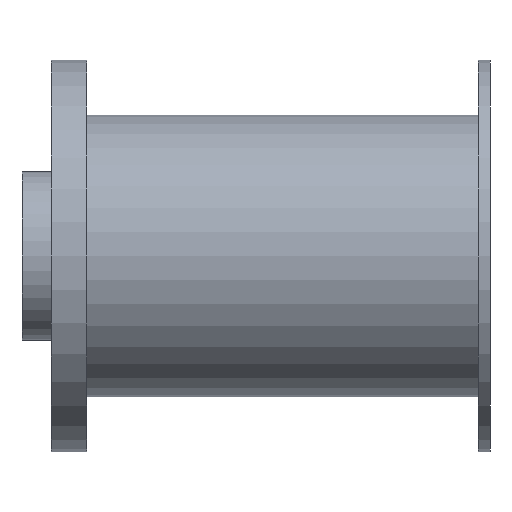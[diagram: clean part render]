
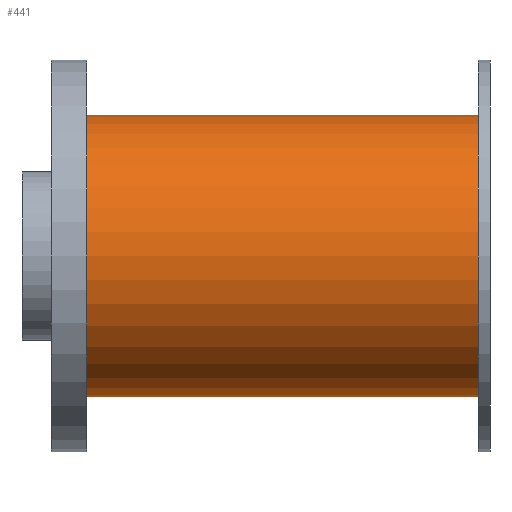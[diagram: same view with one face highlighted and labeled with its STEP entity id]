
A CAD part, left-side view. The second image highlights one B-rep face of the part: STEP entity #441.
In plain terms, the highlighted cylindrical face has radius 36 mm (diameter 72 mm), a partial arc.
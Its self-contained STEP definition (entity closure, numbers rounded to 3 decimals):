
#1 = DIRECTION ( 'NONE',  ( 0., 1., 0. ) ) ;
#5 = CIRCLE ( 'NONE', #268, 36. ) ;
#63 = CIRCLE ( 'NONE', #117, 36. ) ;
#86 = DIRECTION ( 'NONE',  ( 0., -1., 0. ) ) ;
#103 = EDGE_LOOP ( 'NONE', ( #468, #403, #731, #204 ) ) ;
#117 = AXIS2_PLACEMENT_3D ( 'NONE', #364, #1, #241 ) ;
#132 = CARTESIAN_POINT ( 'NONE',  ( 0., 0., -36. ) ) ;
#133 = VERTEX_POINT ( 'NONE', #690 ) ;
#173 = DIRECTION ( 'NONE',  ( 0., -1., 0. ) ) ;
#181 = LINE ( 'NONE', #621, #479 ) ;
#204 = ORIENTED_EDGE ( 'NONE', *, *, #577, .T. ) ;
#228 = DIRECTION ( 'NONE',  ( 0., 0., -1. ) ) ;
#237 = CARTESIAN_POINT ( 'NONE',  ( 0., 101., 36. ) ) ;
#241 = DIRECTION ( 'NONE',  ( 0., 0., 1. ) ) ;
#268 = AXIS2_PLACEMENT_3D ( 'NONE', #715, #635, #314 ) ;
#274 = FACE_OUTER_BOUND ( 'NONE', #103, .T. ) ;
#283 = VERTEX_POINT ( 'NONE', #132 ) ;
#308 = VECTOR ( 'NONE', #173, 1000. ) ;
#312 = CARTESIAN_POINT ( 'NONE',  ( 0., 0., 36. ) ) ;
#314 = DIRECTION ( 'NONE',  ( 0., 0., 1. ) ) ;
#364 = CARTESIAN_POINT ( 'NONE',  ( 0., 0., 0. ) ) ;
#403 = ORIENTED_EDGE ( 'NONE', *, *, #623, .F. ) ;
#415 = CARTESIAN_POINT ( 'NONE',  ( 0., 101., 0. ) ) ;
#441 = ADVANCED_FACE ( 'NONE', ( #274 ), #659, .T. ) ;
#466 = AXIS2_PLACEMENT_3D ( 'NONE', #415, #86, #228 ) ;
#468 = ORIENTED_EDGE ( 'NONE', *, *, #566, .F. ) ;
#479 = VECTOR ( 'NONE', #692, 1000. ) ;
#502 = CARTESIAN_POINT ( 'NONE',  ( 0., 100., -36. ) ) ;
#531 = VERTEX_POINT ( 'NONE', #502 ) ;
#539 = VERTEX_POINT ( 'NONE', #312 ) ;
#566 = EDGE_CURVE ( 'NONE', #133, #539, #626, .T. ) ;
#569 = EDGE_CURVE ( 'NONE', #531, #283, #181, .T. ) ;
#577 = EDGE_CURVE ( 'NONE', #283, #539, #63, .T. ) ;
#621 = CARTESIAN_POINT ( 'NONE',  ( 0., 101., -36. ) ) ;
#623 = EDGE_CURVE ( 'NONE', #531, #133, #5, .T. ) ;
#626 = LINE ( 'NONE', #237, #308 ) ;
#635 = DIRECTION ( 'NONE',  ( 0., 1., 0. ) ) ;
#659 = CYLINDRICAL_SURFACE ( 'NONE', #466, 36. ) ;
#690 = CARTESIAN_POINT ( 'NONE',  ( 0., 100., 36. ) ) ;
#692 = DIRECTION ( 'NONE',  ( 0., -1., 0. ) ) ;
#715 = CARTESIAN_POINT ( 'NONE',  ( 0., 100., 0. ) ) ;
#731 = ORIENTED_EDGE ( 'NONE', *, *, #569, .T. ) ;
